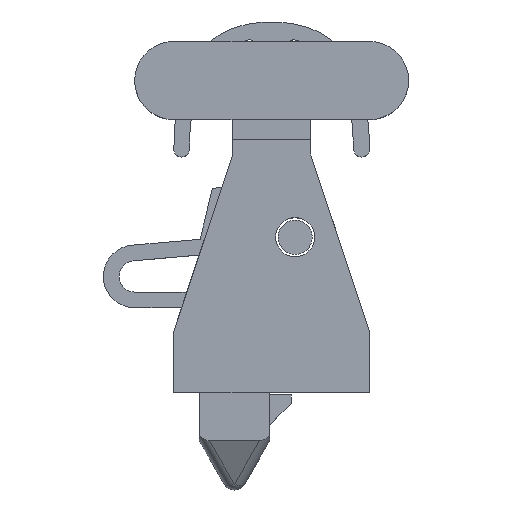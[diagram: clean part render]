
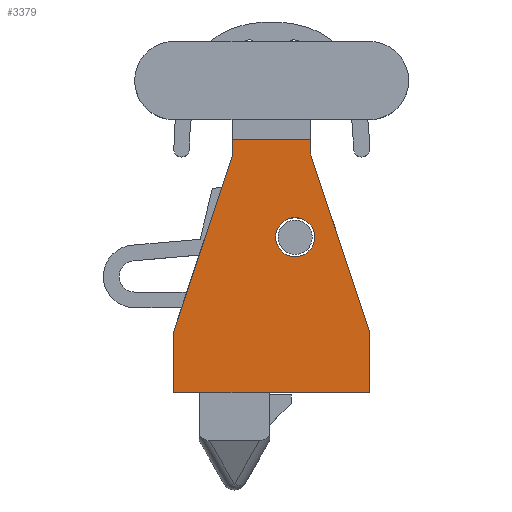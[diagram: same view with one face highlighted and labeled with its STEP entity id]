
A CAD part, top view. The second image highlights one B-rep face of the part: STEP entity #3379.
In plain terms, the highlighted planar face has unit normal (0, 0, 1).
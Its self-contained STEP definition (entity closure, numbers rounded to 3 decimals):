
#150=FACE_BOUND('',#560,.T.);
#231=CIRCLE('',#3642,1.);
#368=FACE_OUTER_BOUND('',#559,.T.);
#559=EDGE_LOOP('',(#2522,#2523,#2524,#2525,#2526,#2527,#2528,#2529));
#560=EDGE_LOOP('',(#2530));
#809=LINE('',#5047,#1140);
#823=LINE('',#5080,#1154);
#826=LINE('',#5085,#1157);
#828=LINE('',#5089,#1159);
#830=LINE('',#5093,#1161);
#832=LINE('',#5097,#1163);
#834=LINE('',#5101,#1165);
#836=LINE('',#5104,#1167);
#1140=VECTOR('',#4118,10.);
#1154=VECTOR('',#4150,10.);
#1157=VECTOR('',#4155,10.);
#1159=VECTOR('',#4159,10.);
#1161=VECTOR('',#4163,10.);
#1163=VECTOR('',#4167,10.);
#1165=VECTOR('',#4171,10.);
#1167=VECTOR('',#4175,10.);
#1447=VERTEX_POINT('',#5044);
#1448=VERTEX_POINT('',#5046);
#1450=VERTEX_POINT('',#5053);
#1458=VERTEX_POINT('',#5079);
#1459=VERTEX_POINT('',#5084);
#1460=VERTEX_POINT('',#5088);
#1461=VERTEX_POINT('',#5092);
#1462=VERTEX_POINT('',#5096);
#1463=VERTEX_POINT('',#5100);
#1826=EDGE_CURVE('',#1448,#1447,#809,.T.);
#1830=EDGE_CURVE('',#1450,#1450,#231,.T.);
#1842=EDGE_CURVE('',#1458,#1448,#823,.T.);
#1845=EDGE_CURVE('',#1459,#1458,#826,.T.);
#1847=EDGE_CURVE('',#1460,#1459,#828,.T.);
#1849=EDGE_CURVE('',#1461,#1460,#830,.T.);
#1851=EDGE_CURVE('',#1462,#1461,#832,.T.);
#1853=EDGE_CURVE('',#1463,#1462,#834,.T.);
#1855=EDGE_CURVE('',#1447,#1463,#836,.T.);
#2522=ORIENTED_EDGE('',*,*,#1826,.T.);
#2523=ORIENTED_EDGE('',*,*,#1855,.T.);
#2524=ORIENTED_EDGE('',*,*,#1853,.T.);
#2525=ORIENTED_EDGE('',*,*,#1851,.T.);
#2526=ORIENTED_EDGE('',*,*,#1849,.T.);
#2527=ORIENTED_EDGE('',*,*,#1847,.T.);
#2528=ORIENTED_EDGE('',*,*,#1845,.T.);
#2529=ORIENTED_EDGE('',*,*,#1842,.T.);
#2530=ORIENTED_EDGE('',*,*,#1830,.T.);
#3250=PLANE('',#3656);
#3379=ADVANCED_FACE('',(#368,#150),#3250,.T.);
#3642=AXIS2_PLACEMENT_3D('',#5054,#4124,#4125);
#3656=AXIS2_PLACEMENT_3D('',#5105,#4176,#4177);
#4118=DIRECTION('',(1.,0.,0.));
#4124=DIRECTION('center_axis',(0.,0.,-1.));
#4125=DIRECTION('ref_axis',(1.,0.,0.));
#4150=DIRECTION('',(0.,-1.,0.));
#4155=DIRECTION('',(-0.316,-0.949,0.));
#4159=DIRECTION('',(0.,-1.,0.));
#4163=DIRECTION('',(-1.,0.,0.));
#4167=DIRECTION('',(0.,1.,0.));
#4171=DIRECTION('',(-0.316,0.949,0.));
#4175=DIRECTION('',(0.,1.,0.));
#4176=DIRECTION('center_axis',(0.,0.,1.));
#4177=DIRECTION('ref_axis',(1.,0.,0.));
#5044=CARTESIAN_POINT('',(5.,0.05,2.5));
#5046=CARTESIAN_POINT('',(-5.,0.05,2.5));
#5047=CARTESIAN_POINT('',(-5.,0.05,2.5));
#5053=CARTESIAN_POINT('',(0.2,8.,2.5));
#5054=CARTESIAN_POINT('Origin',(1.2,8.,2.5));
#5079=CARTESIAN_POINT('',(-5.,3.2,2.5));
#5080=CARTESIAN_POINT('',(-5.,0.05,2.5));
#5084=CARTESIAN_POINT('',(-2.,12.2,2.5));
#5085=CARTESIAN_POINT('',(-5.,3.2,2.5));
#5088=CARTESIAN_POINT('',(-2.,13.,2.5));
#5089=CARTESIAN_POINT('',(-2.,12.2,2.5));
#5092=CARTESIAN_POINT('',(2.,13.,2.5));
#5093=CARTESIAN_POINT('',(-2.,13.,2.5));
#5096=CARTESIAN_POINT('',(2.,12.2,2.5));
#5097=CARTESIAN_POINT('',(2.,13.,2.5));
#5100=CARTESIAN_POINT('',(5.,3.2,2.5));
#5101=CARTESIAN_POINT('',(2.,12.2,2.5));
#5104=CARTESIAN_POINT('',(5.,0.05,2.5));
#5105=CARTESIAN_POINT('Origin',(0.,6.525,
2.5));
